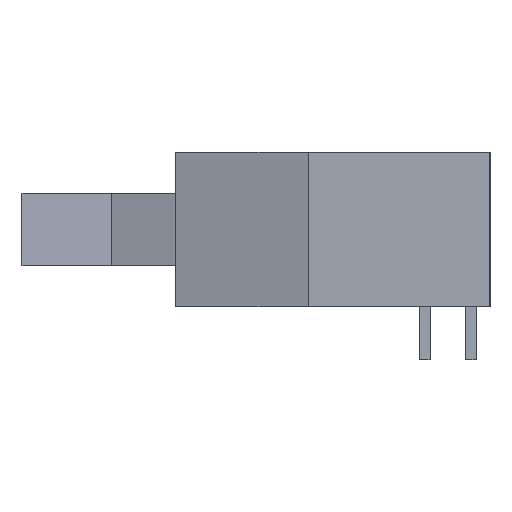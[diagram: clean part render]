
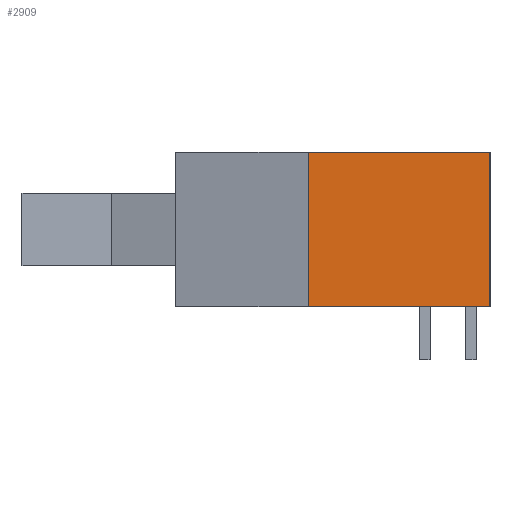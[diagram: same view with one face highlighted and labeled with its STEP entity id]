
A CAD part, left-side view. The second image highlights one B-rep face of the part: STEP entity #2909.
In plain terms, the highlighted planar face has unit normal (-1, 0, 0).
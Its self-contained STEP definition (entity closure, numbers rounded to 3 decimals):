
#2909=ADVANCED_FACE('',(#3801),#3357,.T.);
#3357=PLANE('',#11127);
#3801=FACE_OUTER_BOUND('',#4242,.T.);
#4242=EDGE_LOOP('',(#5900,#5901,#5902,#5903));
#5900=ORIENTED_EDGE('',*,*,#8310,.T.);
#5901=ORIENTED_EDGE('',*,*,#8311,.T.);
#5902=ORIENTED_EDGE('',*,*,#8312,.T.);
#5903=ORIENTED_EDGE('',*,*,#8307,.F.);
#7265=VERTEX_POINT('',#15152);
#7266=VERTEX_POINT('',#15154);
#7268=VERTEX_POINT('',#15160);
#7269=VERTEX_POINT('',#15162);
#8307=EDGE_CURVE('',#7265,#7266,#9428,.T.);
#8310=EDGE_CURVE('',#7265,#7268,#9431,.T.);
#8311=EDGE_CURVE('',#7268,#7269,#9432,.T.);
#8312=EDGE_CURVE('',#7269,#7266,#9433,.T.);
#9428=LINE('',#15153,#10541);
#9431=LINE('',#15159,#10544);
#9432=LINE('',#15161,#10545);
#9433=LINE('',#15163,#10546);
#10541=VECTOR('',#12873,1.);
#10544=VECTOR('',#12878,1.);
#10545=VECTOR('',#12879,1.);
#10546=VECTOR('',#12880,1.);
#11127=AXIS2_PLACEMENT_3D('',#15164,#12881,#12882);
#12873=DIRECTION('',(0.,0.,1.));
#12878=DIRECTION('',(0.,-1.,0.));
#12879=DIRECTION('',(0.,0.,1.));
#12880=DIRECTION('',(0.,1.,0.));
#12881=DIRECTION('',(-1.,0.,0.));
#12882=DIRECTION('',(0.,-1.,0.));
#15152=CARTESIAN_POINT('',(-31.573,12.59,0.));
#15153=CARTESIAN_POINT('',(-31.573,12.59,0.));
#15154=CARTESIAN_POINT('',(-31.573,12.59,8.5));
#15159=CARTESIAN_POINT('',(-31.573,12.59,0.));
#15160=CARTESIAN_POINT('',(-31.573,2.59,0.));
#15161=CARTESIAN_POINT('',(-31.573,2.59,0.));
#15162=CARTESIAN_POINT('',(-31.573,2.59,8.5));
#15163=CARTESIAN_POINT('',(-31.573,2.59,8.5));
#15164=CARTESIAN_POINT('',(-31.573,12.59,0.));
